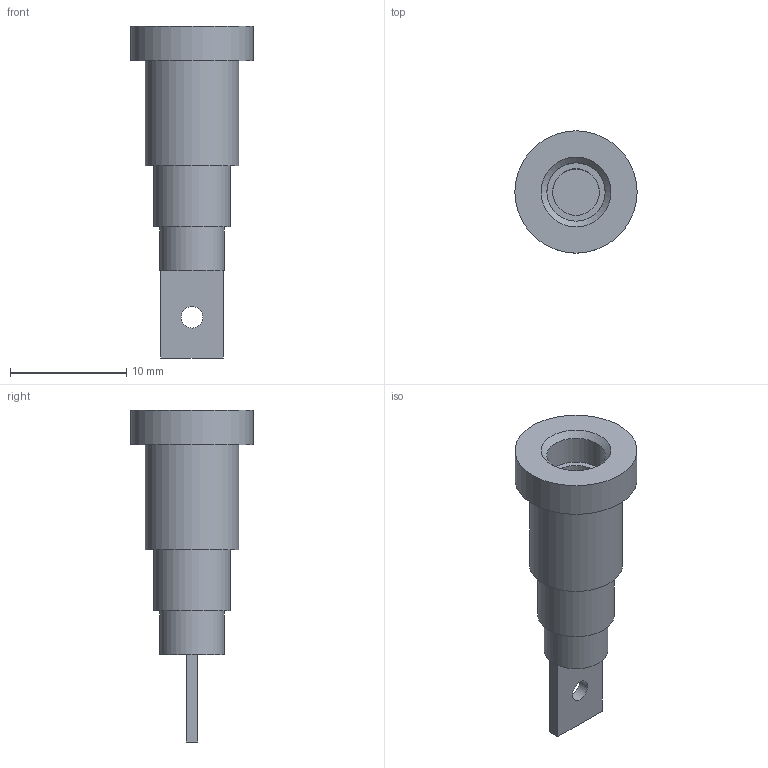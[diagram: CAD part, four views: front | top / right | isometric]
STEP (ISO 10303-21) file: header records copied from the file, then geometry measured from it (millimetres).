
FILE_DESCRIPTION(/* description */ (''),/* implementation_level */ '2;1');
FILE_NAME(/* name */ '4mm_Binding_Post_Banana_red v1.step',/* time_stamp */ '2018-12-09T01:15:14-05:00',/* author */ ('AustinDowneyK5YZJ'),/* organization */ (''),/* preprocessor_version */ 'ST-DEVELOPER v17.2',/* originating_system */ 'Autodesk Translation Framework v7.6.0.251',/* authorisation */ '');
FILE_SCHEMA (('AUTOMOTIVE_DESIGN { 1 0 10303 214 3 1 1 }'));
Length unit declared in the file: millimetre
Products named in the file (1): 4mm_Binding_Post_Banana_red
Bounding box: 10.5 x 10.5 x 28.5 mm (x, y, z)
Volume: 769.2 mm3; surface area: 999.8 mm2
Topology: 1 solids, 1 shells, 20 faces, 36 edges, 24 vertices
Faces by surface type: plane 12, cylinder 7, cone 1
Full cylindrical faces by diameter (mm): 1.85 x1, 4 x1, 5 x1, 5.5 x1, 6.6 x1, 8 x1, 10.5 x1
Entity records: 565 total; most frequent: DIRECTION 94, CARTESIAN_POINT 81, ORIENTED_EDGE 72, AXIS2_PLACEMENT_3D 37, EDGE_CURVE 36, EDGE_LOOP 28, VERTEX_POINT 24, FACE_OUTER_BOUND 20
